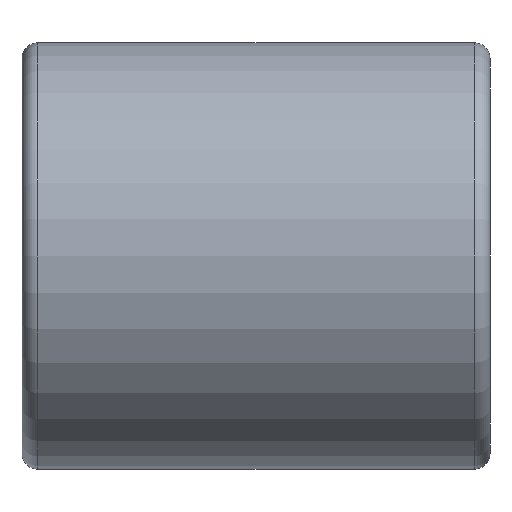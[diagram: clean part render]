
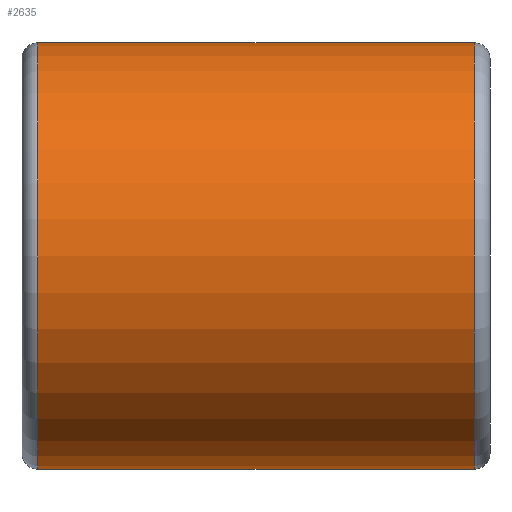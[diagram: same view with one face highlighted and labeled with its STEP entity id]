
A CAD part, front view. The second image highlights one B-rep face of the part: STEP entity #2635.
In plain terms, the highlighted cylindrical face has radius 41 mm (diameter 82 mm), a partial arc.
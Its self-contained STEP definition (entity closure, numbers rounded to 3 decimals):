
#98 = DIRECTION ( 'NONE',  ( 0., 0., 1. ) ) ;
#367 = EDGE_CURVE ( 'NONE', #1064, #2620, #2764, .T. ) ;
#435 = EDGE_LOOP ( 'NONE', ( #3721, #947, #4328, #1619 ) ) ;
#467 = FACE_OUTER_BOUND ( 'NONE', #435, .T. ) ;
#750 = CARTESIAN_POINT ( 'NONE',  ( 0., 0., 41. ) ) ;
#879 = VECTOR ( 'NONE', #4056, 1000. ) ;
#933 = EDGE_CURVE ( 'NONE', #5031, #2620, #1027, .T. ) ;
#947 = ORIENTED_EDGE ( 'NONE', *, *, #2939, .T. ) ;
#1027 = CIRCLE ( 'NONE', #4936, 41. ) ;
#1064 = VERTEX_POINT ( 'NONE', #4799 ) ;
#1120 = CARTESIAN_POINT ( 'NONE',  ( 0., 0., -41. ) ) ;
#1191 = VERTEX_POINT ( 'NONE', #2085 ) ;
#1411 = DIRECTION ( 'NONE',  ( 1., 0., 0. ) ) ;
#1425 = DIRECTION ( 'NONE',  ( -1., 0., 0. ) ) ;
#1600 = AXIS2_PLACEMENT_3D ( 'NONE', #4980, #1425, #4665 ) ;
#1619 = ORIENTED_EDGE ( 'NONE', *, *, #933, .T. ) ;
#1806 = CARTESIAN_POINT ( 'NONE',  ( 3., 0., -41. ) ) ;
#2085 = CARTESIAN_POINT ( 'NONE',  ( 87., 0., 41. ) ) ;
#2139 = CARTESIAN_POINT ( 'NONE',  ( 3., 0., 0. ) ) ;
#2338 = EDGE_CURVE ( 'NONE', #1191, #5031, #4558, .T. ) ;
#2391 = CARTESIAN_POINT ( 'NONE',  ( 3., 0., 41. ) ) ;
#2427 = DIRECTION ( 'NONE',  ( -1., 0., 0. ) ) ;
#2620 = VERTEX_POINT ( 'NONE', #1806 ) ;
#2635 = ADVANCED_FACE ( 'NONE', ( #467 ), #3858, .T. ) ;
#2764 = LINE ( 'NONE', #1120, #879 ) ;
#2939 = EDGE_CURVE ( 'NONE', #1064, #1191, #3996, .T. ) ;
#3513 = DIRECTION ( 'NONE',  ( -1., 0., 0. ) ) ;
#3721 = ORIENTED_EDGE ( 'NONE', *, *, #367, .F. ) ;
#3858 = CYLINDRICAL_SURFACE ( 'NONE', #1600, 41. ) ;
#3996 = CIRCLE ( 'NONE', #4681, 41. ) ;
#4056 = DIRECTION ( 'NONE',  ( -1., 0., 0. ) ) ;
#4328 = ORIENTED_EDGE ( 'NONE', *, *, #2338, .T. ) ;
#4528 = DIRECTION ( 'NONE',  ( 0., 0., -1. ) ) ;
#4558 = LINE ( 'NONE', #750, #4982 ) ;
#4665 = DIRECTION ( 'NONE',  ( 0., 0., 1. ) ) ;
#4681 = AXIS2_PLACEMENT_3D ( 'NONE', #4834, #2427, #98 ) ;
#4799 = CARTESIAN_POINT ( 'NONE',  ( 87., 0., -41. ) ) ;
#4834 = CARTESIAN_POINT ( 'NONE',  ( 87., 0., 0. ) ) ;
#4936 = AXIS2_PLACEMENT_3D ( 'NONE', #2139, #1411, #4528 ) ;
#4980 = CARTESIAN_POINT ( 'NONE',  ( 0., 0., 0. ) ) ;
#4982 = VECTOR ( 'NONE', #3513, 1000. ) ;
#5031 = VERTEX_POINT ( 'NONE', #2391 ) ;
